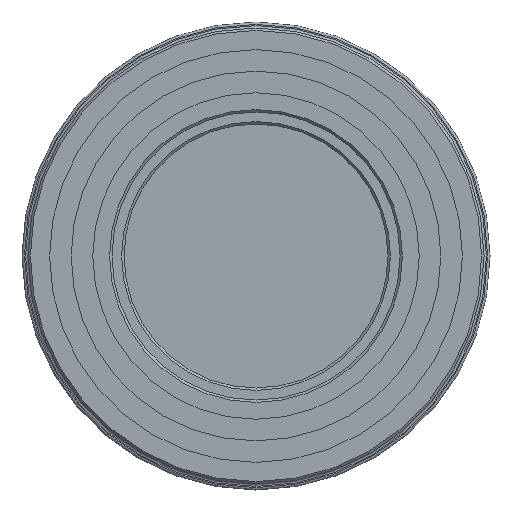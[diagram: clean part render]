
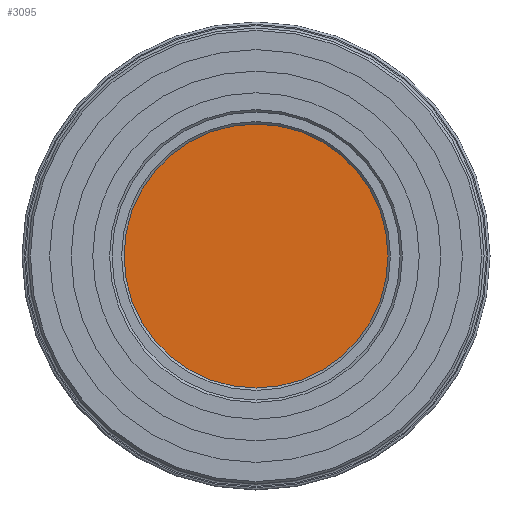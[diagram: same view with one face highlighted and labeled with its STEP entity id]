
A CAD part, front view. The second image highlights one B-rep face of the part: STEP entity #3095.
In plain terms, the highlighted planar face has unit normal (0, -1, 0).
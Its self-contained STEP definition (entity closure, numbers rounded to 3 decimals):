
#146=PLANE('',#3447);
#359=FACE_OUTER_BOUND('',#561,.T.);
#561=EDGE_LOOP('',(#2691));
#706=CIRCLE('',#3369,55.);
#1373=VERTEX_POINT('',#6148);
#1764=EDGE_CURVE('',#1373,#1373,#706,.T.);
#2691=ORIENTED_EDGE('',*,*,#1764,.T.);
#3095=ADVANCED_FACE('',(#359),#146,.F.);
#3369=AXIS2_PLACEMENT_3D('',#6150,#4075,#4076);
#3447=AXIS2_PLACEMENT_3D('',#8384,#4269,#4270);
#4075=DIRECTION('center_axis',(0.,-1.,0.));
#4076=DIRECTION('ref_axis',(-1.,0.,0.));
#4269=DIRECTION('center_axis',(0.,1.,0.));
#4270=DIRECTION('ref_axis',(0.,0.,1.));
#6148=CARTESIAN_POINT('',(55.,9.,0.));
#6150=CARTESIAN_POINT('Origin',(0.,9.,0.));
#8384=CARTESIAN_POINT('Origin',(0.,9.,0.));
